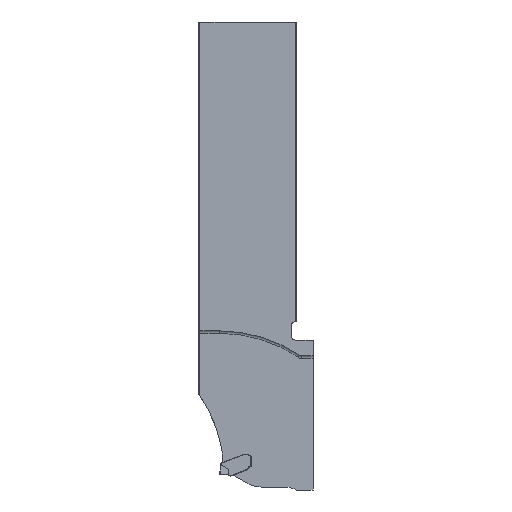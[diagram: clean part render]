
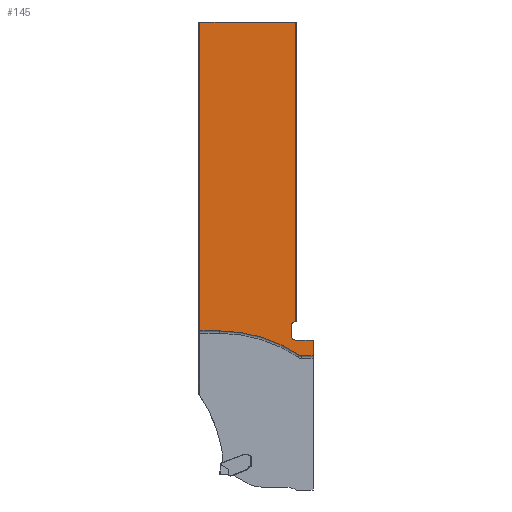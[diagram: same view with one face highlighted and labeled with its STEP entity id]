
A CAD part, left-side view. The second image highlights one B-rep face of the part: STEP entity #145.
In plain terms, the highlighted planar face has unit normal (-1, 0, 0).
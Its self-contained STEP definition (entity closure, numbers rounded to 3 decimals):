
#145=ADVANCED_FACE('SHANKHEAD_FACE_RIGHT',(#275),#234,.T.);
#234=PLANE('',#1853);
#275=FACE_OUTER_BOUND('',#364,.T.);
#364=EDGE_LOOP('',(#603,#604,#605,#606,#607,#608,#609,#610,#611,#612,#613,
#614,#615));
#477=B_SPLINE_CURVE_WITH_KNOTS('',3,(#2558,#2559,#2560,#2561,#2562,#2563,
#2564),.UNSPECIFIED.,.F.,.F.,(4,3,4),(0.,0.571,1.),
 .UNSPECIFIED.);
#528=CIRCLE('',#1849,45.993);
#529=CIRCLE('',#1850,1.5);
#530=CIRCLE('',#1851,1.5);
#531=CIRCLE('',#1852,5.63);
#603=ORIENTED_EDGE('',*,*,#1259,.F.);
#604=ORIENTED_EDGE('',*,*,#1260,.F.);
#605=ORIENTED_EDGE('',*,*,#1261,.F.);
#606=ORIENTED_EDGE('',*,*,#1262,.F.);
#607=ORIENTED_EDGE('',*,*,#1263,.T.);
#608=ORIENTED_EDGE('',*,*,#1264,.T.);
#609=ORIENTED_EDGE('',*,*,#1265,.T.);
#610=ORIENTED_EDGE('',*,*,#1266,.T.);
#611=ORIENTED_EDGE('',*,*,#1267,.T.);
#612=ORIENTED_EDGE('',*,*,#1268,.F.);
#613=ORIENTED_EDGE('',*,*,#1269,.T.);
#614=ORIENTED_EDGE('',*,*,#1270,.T.);
#615=ORIENTED_EDGE('',*,*,#1271,.F.);
#1097=VERTEX_POINT('',#2554);
#1098=VERTEX_POINT('',#2555);
#1099=VERTEX_POINT('',#2557);
#1100=VERTEX_POINT('',#2565);
#1101=VERTEX_POINT('',#2567);
#1102=VERTEX_POINT('',#2569);
#1103=VERTEX_POINT('',#2571);
#1104=VERTEX_POINT('',#2573);
#1105=VERTEX_POINT('',#2575);
#1106=VERTEX_POINT('',#2577);
#1107=VERTEX_POINT('',#2579);
#1108=VERTEX_POINT('',#2581);
#1109=VERTEX_POINT('',#2583);
#1259=EDGE_CURVE('',#1097,#1098,#1490,.T.);
#1260=EDGE_CURVE('',#1099,#1097,#528,.T.);
#1261=EDGE_CURVE('',#1100,#1099,#477,.T.);
#1262=EDGE_CURVE('',#1101,#1100,#1491,.T.);
#1263=EDGE_CURVE('',#1101,#1102,#1492,.T.);
#1264=EDGE_CURVE('',#1102,#1103,#1493,.T.);
#1265=EDGE_CURVE('',#1103,#1104,#529,.T.);
#1266=EDGE_CURVE('',#1104,#1105,#1494,.T.);
#1267=EDGE_CURVE('',#1105,#1106,#530,.T.);
#1268=EDGE_CURVE('',#1107,#1106,#531,.T.);
#1269=EDGE_CURVE('',#1107,#1108,#1495,.T.);
#1270=EDGE_CURVE('',#1108,#1109,#1496,.T.);
#1271=EDGE_CURVE('',#1098,#1109,#1497,.T.);
#1490=LINE('',#2553,#1634);
#1491=LINE('',#2566,#1635);
#1492=LINE('',#2568,#1636);
#1493=LINE('',#2570,#1637);
#1494=LINE('',#2574,#1638);
#1495=LINE('',#2580,#1639);
#1496=LINE('',#2582,#1640);
#1497=LINE('',#2584,#1641);
#1634=VECTOR('',#2046,1.);
#1635=VECTOR('',#2049,1.);
#1636=VECTOR('',#2050,1.);
#1637=VECTOR('',#2051,1.);
#1638=VECTOR('',#2054,1.);
#1639=VECTOR('',#2059,1.);
#1640=VECTOR('',#2060,1.);
#1641=VECTOR('',#2061,1.);
#1849=AXIS2_PLACEMENT_3D('',#2556,#2047,#2048);
#1850=AXIS2_PLACEMENT_3D('',#2572,#2052,#2053);
#1851=AXIS2_PLACEMENT_3D('',#2576,#2055,#2056);
#1852=AXIS2_PLACEMENT_3D('',#2578,#2057,#2058);
#1853=AXIS2_PLACEMENT_3D('',#2585,#2062,#2063);
#2046=DIRECTION('',(0.,1.,0.));
#2047=DIRECTION('',(-1.,0.,0.));
#2048=DIRECTION('',(0.,1.,0.));
#2049=DIRECTION('',(0.,1.,0.));
#2050=DIRECTION('',(0.,0.,1.));
#2051=DIRECTION('',(0.,1.,0.));
#2052=DIRECTION('',(1.,0.,0.));
#2053=DIRECTION('',(0.,1.,0.));
#2054=DIRECTION('',(0.,0.,1.));
#2055=DIRECTION('',(1.,0.,0.));
#2056=DIRECTION('',(0.,1.,0.));
#2057=DIRECTION('',(-1.,0.,0.));
#2058=DIRECTION('',(0.,1.,0.));
#2059=DIRECTION('',(0.,0.,1.));
#2060=DIRECTION('',(0.,1.,0.));
#2061=DIRECTION('',(0.,0.,1.));
#2062=DIRECTION('',(-1.,0.,0.));
#2063=DIRECTION('',(0.,1.,0.));
#2553=CARTESIAN_POINT('',(0.,35.,-99.007));
#2554=CARTESIAN_POINT('',(0.,25.,-99.007));
#2555=CARTESIAN_POINT('',(0.,31.27,-99.007));
#2556=CARTESIAN_POINT('',(0.,25.,-145.));
#2557=CARTESIAN_POINT('',(0.,-0.627,-106.809));
#2558=CARTESIAN_POINT('',(0.,-1.28,-107.007));
#2559=CARTESIAN_POINT('',(0.,-1.149,-107.007));
#2560=CARTESIAN_POINT('',(0.,-1.016,-106.985));
#2561=CARTESIAN_POINT('',(0.,-0.892,-106.942));
#2562=CARTESIAN_POINT('',(0.,-0.799,-106.909));
#2563=CARTESIAN_POINT('',(0.,-0.709,-106.864));
#2564=CARTESIAN_POINT('',(0.,-0.627,-106.809));
#2565=CARTESIAN_POINT('',(0.,-1.28,-107.007));
#2566=CARTESIAN_POINT('',(0.,-0.923,-107.007));
#2567=CARTESIAN_POINT('',(0.,-5.,-107.007));
#2568=CARTESIAN_POINT('',(0.,-5.,0.));
#2569=CARTESIAN_POINT('',(0.,-5.,-102.));
#2570=CARTESIAN_POINT('',(0.,39.,-102.));
#2571=CARTESIAN_POINT('',(0.,0.5,-102.));
#2572=CARTESIAN_POINT('',(0.,0.5,-100.5));
#2573=CARTESIAN_POINT('',(0.,2.,-100.5));
#2574=CARTESIAN_POINT('',(0.,2.,0.));
#2575=CARTESIAN_POINT('',(0.,2.,-97.5));
#2576=CARTESIAN_POINT('',(0.,0.5,-97.5));
#2577=CARTESIAN_POINT('',(0.,0.63,-96.006));
#2578=CARTESIAN_POINT('',(0.,-5.,-96.));
#2579=CARTESIAN_POINT('',(0.,0.63,-96.));
#2580=CARTESIAN_POINT('',(0.,0.63,-96.));
#2581=CARTESIAN_POINT('',(0.,0.63,0.));
#2582=CARTESIAN_POINT('',(0.,39.,0.));
#2583=CARTESIAN_POINT('',(0.,31.27,0.));
#2584=CARTESIAN_POINT('',(0.,31.27,-168.3));
#2585=CARTESIAN_POINT('',(0.,39.,0.));
